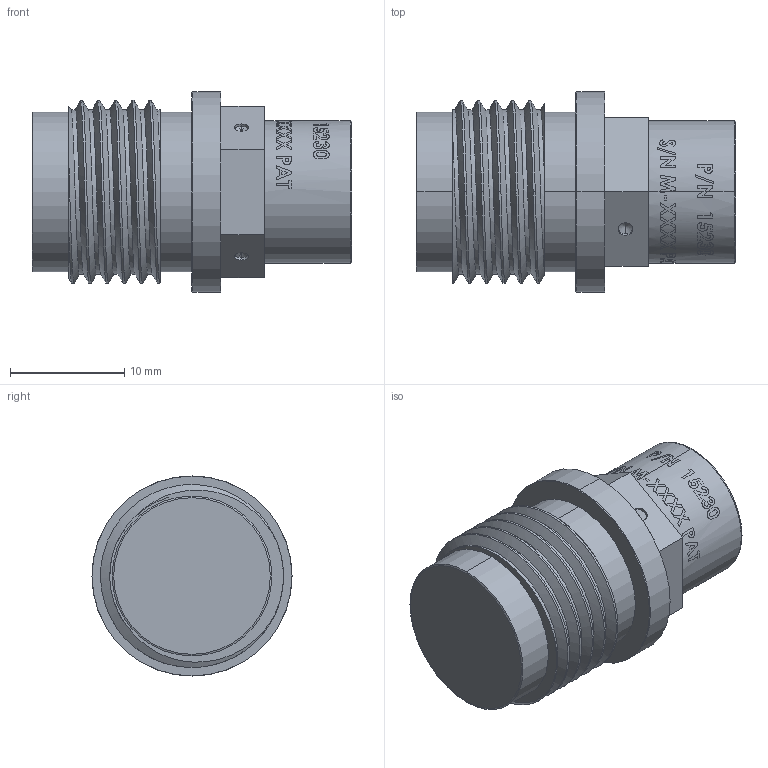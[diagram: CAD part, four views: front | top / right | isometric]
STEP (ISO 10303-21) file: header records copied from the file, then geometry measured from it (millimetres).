
FILE_DESCRIPTION (( 'STEP AP214' ), '1' );
FILE_NAME ('15230_Metric Medium Headout Gripper.STEP', '2020-03-03T21:55:46', ( '' ), ( '' ), 'SwSTEP 2.0', 'SolidWorks 2020', '' );
FILE_SCHEMA (( 'AUTOMOTIVE_DESIGN' ));
Length unit declared in the file: inch
Products named in the file (1): 15230_Metric Medium Headout Gripper
Bounding box: 27.95 x 17.5 x 17.5 mm (x, y, z)
Volume: 4439.9 mm3; surface area: 2019.9 mm2
Topology: 1 solids, 1 shells, 82 faces, 355 edges, 299 vertices
Faces by surface type: cylinder 52, cone 14, plane 13, bspline 3
Entity records: 7005 total; most frequent: CARTESIAN_POINT 3121, ORIENTED_EDGE 698, DIRECTION 451, EDGE_CURVE 349, VERTEX_POINT 299, AXIS2_PLACEMENT_3D 182, B_SPLINE_CURVE_WITH_KNOTS 134, EDGE_LOOP 112
